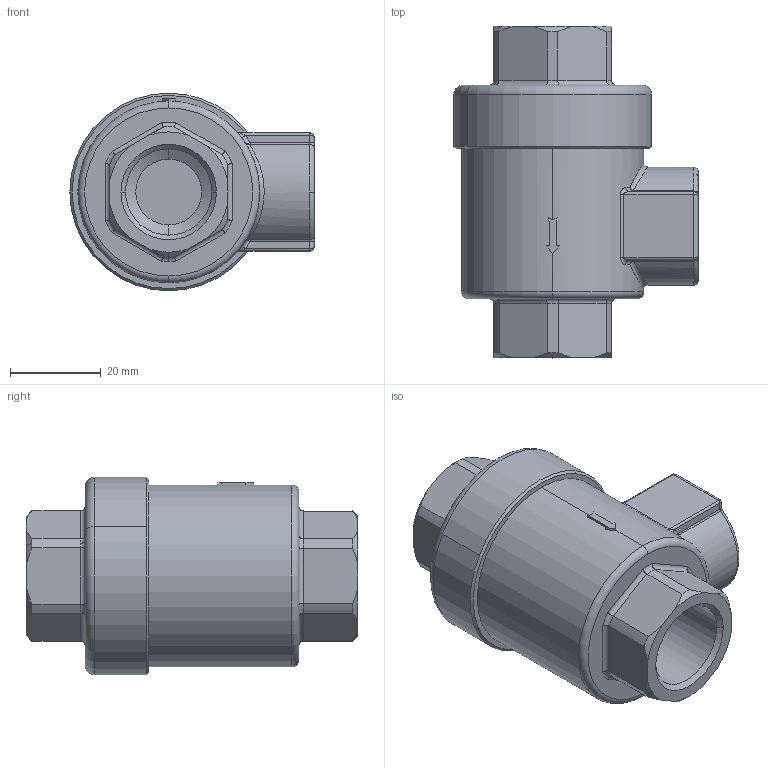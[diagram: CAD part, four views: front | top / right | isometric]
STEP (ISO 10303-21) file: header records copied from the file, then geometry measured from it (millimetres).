
FILE_DESCRIPTION(( 'MV.27.00.12.STEP' ), '1');
FILE_NAME( 'MV.27.00.12.STEP', '2019-06-20T08:51:17',( 'Sopra'),('sopra-pneumatic.com'), 'SwSTEP 2.0','SolidWorks 2009','' );
FILE_SCHEMA (( 'CONFIG_CONTROL_DESIGN' ));
Length unit declared in the file: millimetre
Products named in the file (1): 04170004
Bounding box: 53.75 x 73 x 43.5 mm (x, y, z)
Volume: 70438.2 mm3; surface area: 15000.5 mm2
Topology: 1 solids, 1 shells, 182 faces, 462 edges, 283 vertices
Faces by surface type: cylinder 65, plane 42, torus 29, cone 28, bspline 18
Entity records: 7285 total; most frequent: CARTESIAN_POINT 3110, ORIENTED_EDGE 908, DIRECTION 785, EDGE_CURVE 454, AXIS2_PLACEMENT_3D 315, VERTEX_POINT 283, EDGE_LOOP 191, ADVANCED_FACE 182
